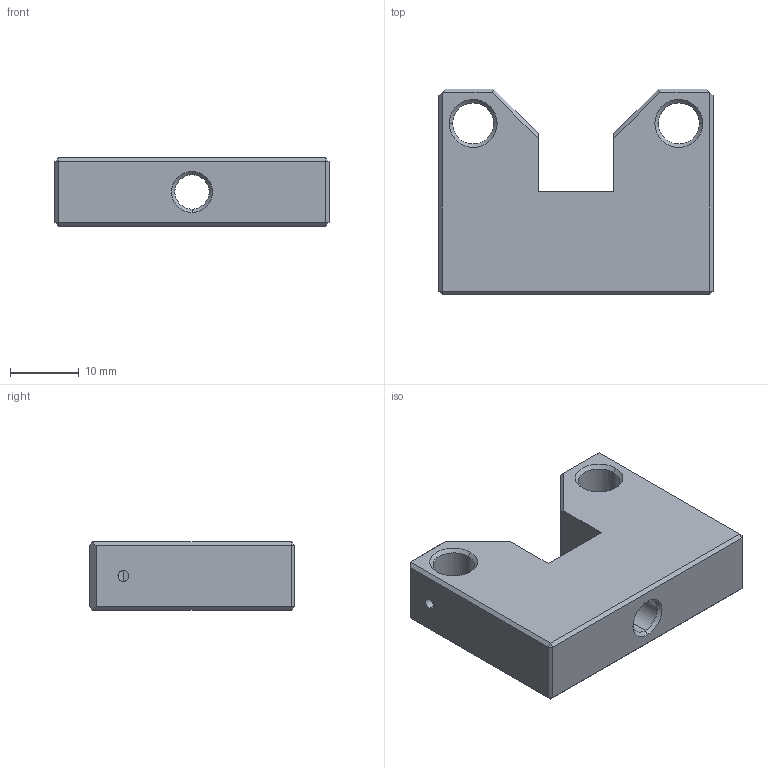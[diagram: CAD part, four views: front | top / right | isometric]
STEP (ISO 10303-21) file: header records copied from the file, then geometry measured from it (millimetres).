
FILE_DESCRIPTION (( 'STEP AP203' ), '1' );
FILE_NAME ('GCT-020115 俋倛芞.STEP', '2017-07-25T06:18:49', ( 'Lxtx999.CoM' ), ( 'Lxtx999.CoM' ), 'SwSTEP 2.0', 'SolidWorks 2012', '' );
FILE_SCHEMA (( 'CONFIG_CONTROL_DESIGN' ));
Length unit declared in the file: millimetre
Products named in the file (1): GCT-020115 俋倛芞
Bounding box: 40 x 30 x 10 mm (x, y, z)
Volume: 9002.3 mm3; surface area: 3959.1 mm2
Topology: 1 solids, 1 shells, 54 faces, 128 edges, 74 vertices
Faces by surface type: plane 34, cone 10, cylinder 10
Entity records: 1659 total; most frequent: CARTESIAN_POINT 321, DIRECTION 260, ORIENTED_EDGE 256, EDGE_CURVE 128, LINE 98, VECTOR 98, AXIS2_PLACEMENT_3D 81, VERTEX_POINT 74
